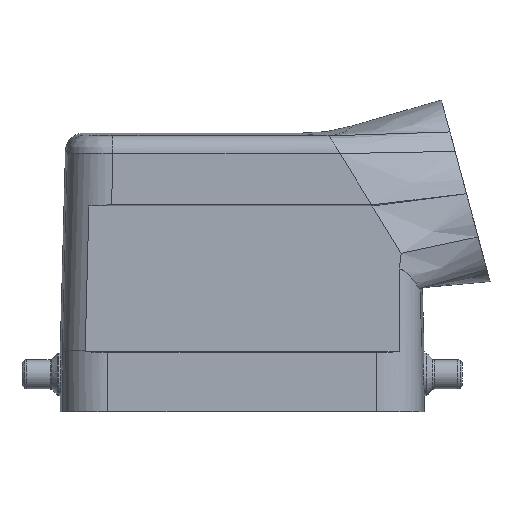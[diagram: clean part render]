
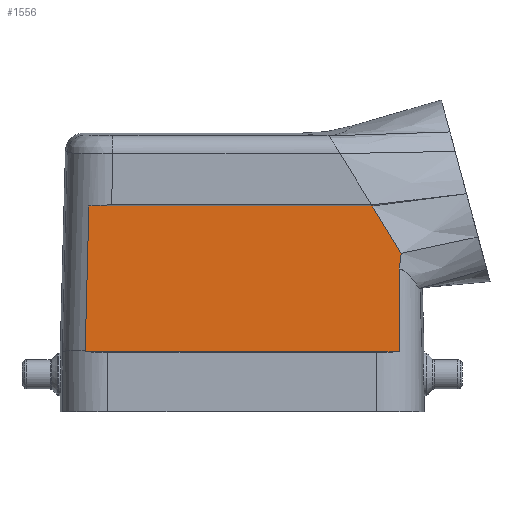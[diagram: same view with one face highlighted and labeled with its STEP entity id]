
A CAD part, front view. The second image highlights one B-rep face of the part: STEP entity #1556.
In plain terms, the highlighted planar face has unit normal (0, -1, 0.026).
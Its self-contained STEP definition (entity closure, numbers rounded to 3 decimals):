
#1475=B_SPLINE_CURVE_WITH_KNOTS('',3,(#6312,#6313,#6314,#6315),
 .UNSPECIFIED.,.F.,.F.,(4,4),(0.,1.),.UNSPECIFIED.);
#1476=B_SPLINE_CURVE_WITH_KNOTS('',3,(#6317,#6318,#6319,#6320),
 .UNSPECIFIED.,.F.,.F.,(4,4),(0.,1.),.UNSPECIFIED.);
#1556=ADVANCED_FACE('',(#1889),#1762,.F.);
#1762=PLANE('',#5091);
#1889=FACE_OUTER_BOUND('',#2066,.T.);
#2066=EDGE_LOOP('',(#3051,#3052,#3053,#3054,#3055,#3056,#3057));
#2384=LINE('',#6303,#2702);
#2385=LINE('',#6306,#2703);
#2386=LINE('',#6308,#2704);
#2387=LINE('',#6310,#2705);
#2388=LINE('',#6322,#2706);
#2702=VECTOR('',#5429,1.);
#2703=VECTOR('',#5430,1.);
#2704=VECTOR('',#5431,1.);
#2705=VECTOR('',#5432,1.);
#2706=VECTOR('',#5433,1.);
#3051=ORIENTED_EDGE('',*,*,#4371,.T.);
#3052=ORIENTED_EDGE('',*,*,#4372,.T.);
#3053=ORIENTED_EDGE('',*,*,#4373,.F.);
#3054=ORIENTED_EDGE('',*,*,#4374,.T.);
#3055=ORIENTED_EDGE('',*,*,#4375,.T.);
#3056=ORIENTED_EDGE('',*,*,#4376,.T.);
#3057=ORIENTED_EDGE('',*,*,#4377,.T.);
#4023=VERTEX_POINT('',#6304);
#4024=VERTEX_POINT('',#6305);
#4025=VERTEX_POINT('',#6307);
#4026=VERTEX_POINT('',#6309);
#4027=VERTEX_POINT('',#6311);
#4028=VERTEX_POINT('',#6316);
#4029=VERTEX_POINT('',#6321);
#4371=EDGE_CURVE('',#4023,#4024,#2384,.T.);
#4372=EDGE_CURVE('',#4024,#4025,#2385,.T.);
#4373=EDGE_CURVE('',#4026,#4025,#2386,.T.);
#4374=EDGE_CURVE('',#4026,#4027,#2387,.T.);
#4375=EDGE_CURVE('',#4027,#4028,#1475,.T.);
#4376=EDGE_CURVE('',#4028,#4029,#1476,.T.);
#4377=EDGE_CURVE('',#4029,#4023,#2388,.T.);
#5091=AXIS2_PLACEMENT_3D('',#6323,#5434,#5435);
#5429=DIRECTION('',(-0.025,-0.026,-0.999));
#5430=DIRECTION('',(0.001,-0.026,-1.));
#5431=DIRECTION('',(-1.,0.,0.));
#5432=DIRECTION('',(0.001,0.026,1.));
#5433=DIRECTION('',(-1.,0.,0.));
#5434=DIRECTION('',(0.,1.,-0.026));
#5435=DIRECTION('',(0.,0.026,1.));
#6303=CARTESIAN_POINT('',(-26.14,-20.503,-9.125));
#6304=CARTESIAN_POINT('',(-25.271,-19.61,24.974));
#6305=CARTESIAN_POINT('',(-25.879,-20.235,1.114));
#6306=CARTESIAN_POINT('',(-25.879,-20.235,1.114));
#6307=CARTESIAN_POINT('',(-25.879,-20.238,0.974));
#6308=CARTESIAN_POINT('',(33.,-20.238,0.974));
#6309=CARTESIAN_POINT('',(25.879,-20.238,0.974));
#6310=CARTESIAN_POINT('',(25.888,-19.887,14.408));
#6311=CARTESIAN_POINT('',(25.888,-19.887,14.408));
#6312=CARTESIAN_POINT('',(25.888,-19.887,14.408));
#6313=CARTESIAN_POINT('',(26.08,-19.863,15.323));
#6314=CARTESIAN_POINT('',(26.196,-19.839,16.247));
#6315=CARTESIAN_POINT('',(26.242,-19.814,17.181));
#6316=CARTESIAN_POINT('',(26.242,-19.814,17.181));
#6317=CARTESIAN_POINT('',(26.242,-19.814,17.181));
#6318=CARTESIAN_POINT('',(24.649,-19.746,19.779));
#6319=CARTESIAN_POINT('',(23.056,-19.678,22.376));
#6320=CARTESIAN_POINT('',(21.463,-19.61,24.974));
#6321=CARTESIAN_POINT('',(21.463,-19.61,24.974));
#6322=CARTESIAN_POINT('',(-32.,-19.61,24.974));
#6323=CARTESIAN_POINT('',(-32.,-19.61,24.974));
